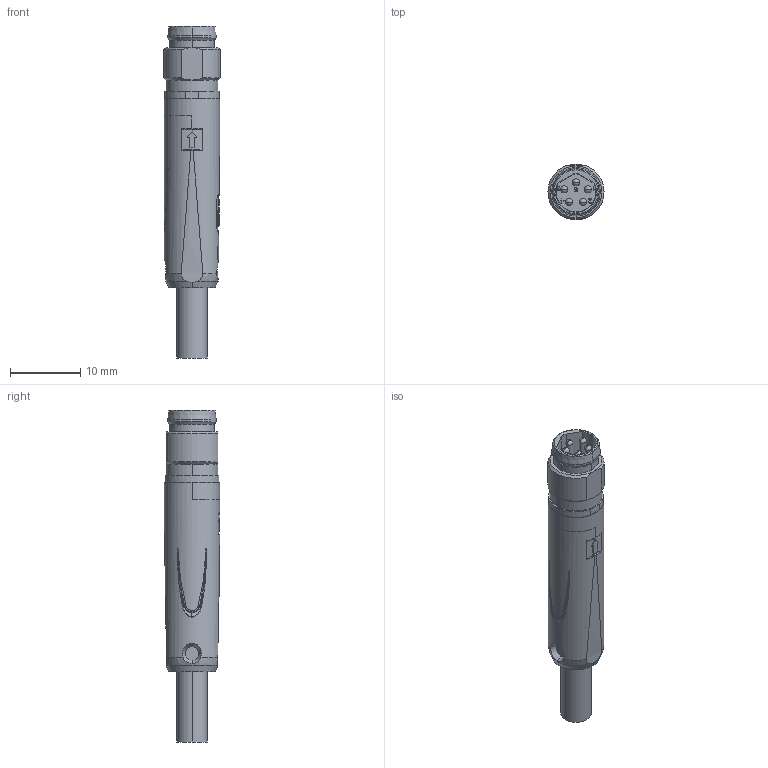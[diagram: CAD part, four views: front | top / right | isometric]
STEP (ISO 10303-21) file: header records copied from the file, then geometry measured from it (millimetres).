
FILE_DESCRIPTION((''),'2;1');
FILE_NAME('CAD-7076_SW0001','2020-10-28T13:52:56',('creinig-se'),(''),'CREO PARAMETRIC BY PTC INC, 2019292','CREO PARAMETRIC BY PTC INC, 2019292','');
FILE_SCHEMA(('CONFIG_CONTROL_DESIGN','SHAPE_APPEARANCE_LAYERS_GROUPS'));
Length unit declared in the file: millimetre
Products named in the file (1): CAD-7076_SW0001
Bounding box: 8 x 7.9 x 47.3 mm (x, y, z)
Volume: 1783.3 mm3; surface area: 1415.3 mm2
Topology: 1 solids, 1 shells, 345 faces, 941 edges, 612 vertices
Faces by surface type: plane 203, bspline 63, cylinder 45, cone 18, sphere 10, torus 6
Entity records: 19297 total; most frequent: CARTESIAN_POINT 8571, ORIENTED_EDGE 1856, DIRECTION 1471, EDGE_CURVE 928, VERTEX_POINT 606, VECTOR 547, LINE 547, AXIS2_PLACEMENT_3D 462
